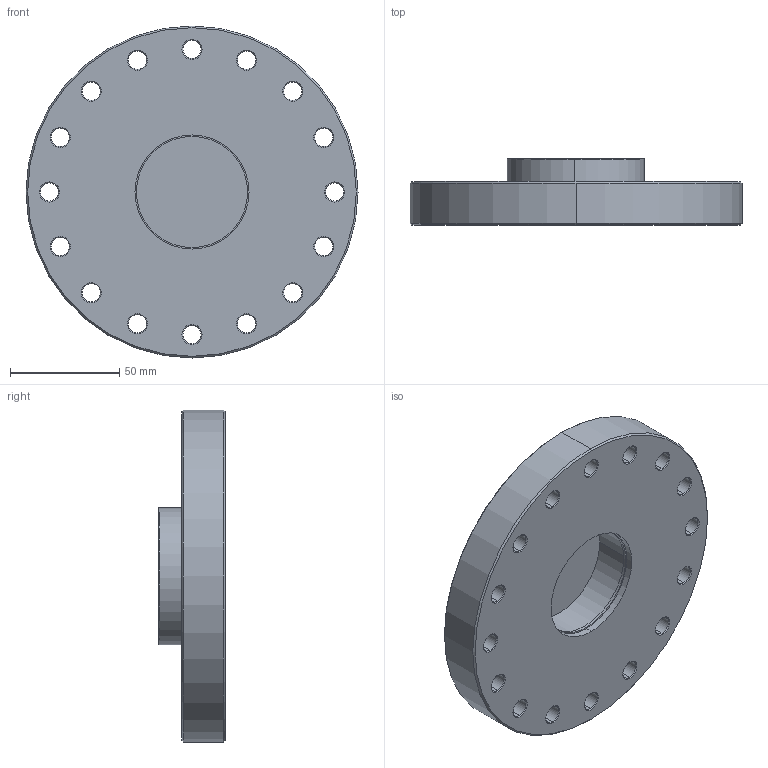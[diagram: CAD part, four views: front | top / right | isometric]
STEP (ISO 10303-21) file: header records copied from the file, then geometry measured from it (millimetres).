
FILE_DESCRIPTION (( 'STEP AP203' ), '1' );
FILE_NAME ('A12821-1-CF.STEP', '2014-07-17T17:58:09', ( '' ), ( '' ), 'SwSTEP 2.0', 'SolidWorks 2014', '' );
FILE_SCHEMA (( 'CONFIG_CONTROL_DESIGN' ));
Length unit declared in the file: inch
Products named in the file (1): A12821-1-CF
Bounding box: 151.64 x 30.23 x 151.64 mm (x, y, z)
Volume: 315642.8 mm3; surface area: 63060.6 mm2
Topology: 1 solids, 2 shells, 140 faces, 310 edges, 182 vertices
Faces by surface type: cone 72, cylinder 56, plane 12
Entity records: 4009 total; most frequent: DIRECTION 774, CARTESIAN_POINT 633, ORIENTED_EDGE 620, AXIS2_PLACEMENT_3D 323, EDGE_CURVE 310, EDGE_LOOP 182, VERTEX_POINT 182, CIRCLE 182
